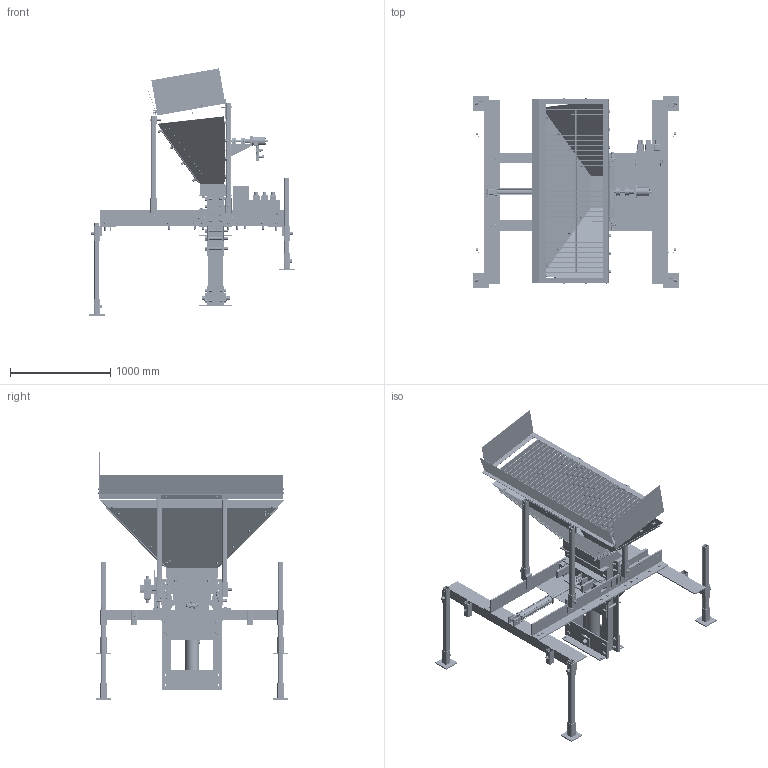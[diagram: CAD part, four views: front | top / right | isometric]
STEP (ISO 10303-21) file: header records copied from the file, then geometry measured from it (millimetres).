
FILE_DESCRIPTION(/* description */ ('Alibre Inc.'),/* implementation_level */ '2;1');
FILE_NAME(/* name */ 'export0',/* time_stamp */ '2013-12-02T01:18:45-06:00',/* author */ (''),/* organization */ (''),/* preprocessor_version */ 'ST-DEVELOPER v14',/* originating_system */ 'Alibre',/* authorisation */ '');
FILE_SCHEMA (('AUTOMOTIVE_DESIGN'));
Products named in the file (153): ID_1; 97245A521; 91247A933; 91309A583; 90473A031; 91251A628
Bounding box: 2044.7 x 1918.21 x 2465.48 mm (x, y, z)
Volume: 129646863.9 mm3; surface area: 33129276.7 mm2
Topology: 406 solids, 406 shells, 7443 faces, 17343 edges, 10935 vertices
Faces by surface type: plane 3912, cylinder 1872, cone 1564, torus 51, bspline 36, sphere 8
Full cylindrical faces by diameter (mm): 6.35 x4, 7.484 x8, 8.001 x4, 9.55 x8, 11.356 x8, 12.7 x22, 13.619 x4, 14.287 x6, 14.288 x2, 16.256 x2, 19.304 x2, 20.32 x6, 20.637 x14, 20.638 x16, 22.225 x16, 25.4 x64, 25.527 x30, 53.975 x2
Entity records: 83609 total; most frequent: CARTESIAN_POINT 21960, ORIENTED_EDGE 11660, DIRECTION 11651, EDGE_CURVE 5830, AXIS2_PLACEMENT_3D 4854, VERTEX_POINT 3821, VECTOR 3168, LINE 3168
